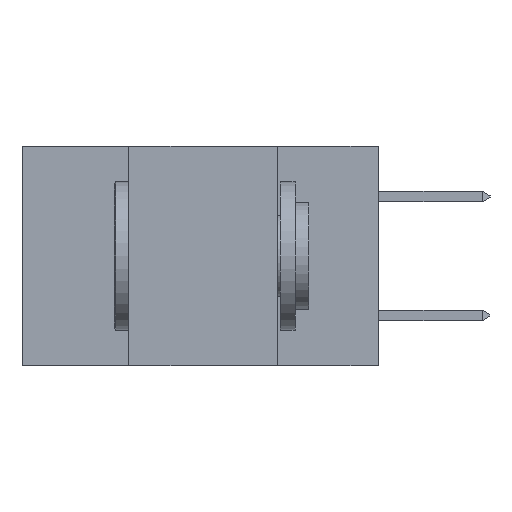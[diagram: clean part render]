
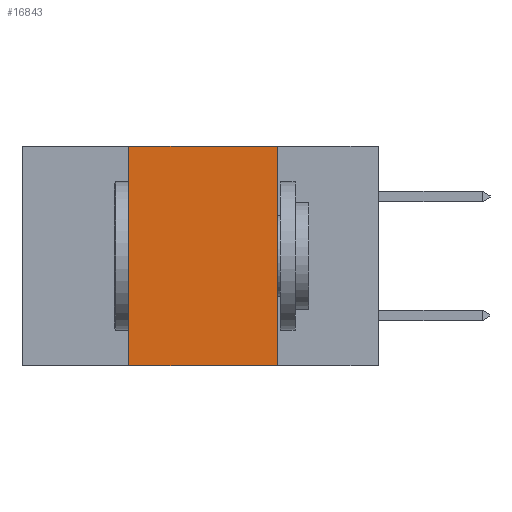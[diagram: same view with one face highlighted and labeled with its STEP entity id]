
A CAD part, left-side view. The second image highlights one B-rep face of the part: STEP entity #16843.
In plain terms, the highlighted planar face has unit normal (-1, 0, 0).
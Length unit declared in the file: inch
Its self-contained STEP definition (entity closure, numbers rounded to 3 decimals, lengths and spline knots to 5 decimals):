
#1123 = EDGE_LOOP ( 'NONE', ( #15653, #9783, #3151, #23706 ) ) ;
#1463 = CARTESIAN_POINT ( 'NONE',  ( 0., 0.6, -0.37 ) ) ;
#2926 = CARTESIAN_POINT ( 'NONE',  ( 0., 0.6, 0. ) ) ;
#3104 = LINE ( 'NONE', #17949, #4227 ) ;
#3151 = ORIENTED_EDGE ( 'NONE', *, *, #21205, .F. ) ;
#3435 = CARTESIAN_POINT ( 'NONE',  ( 0., 0.17, 0. ) ) ;
#3509 = CARTESIAN_POINT ( 'NONE',  ( 0., 0.42, 0. ) ) ;
#4227 = VECTOR ( 'NONE', #21349, 39.37008 ) ;
#4976 = DIRECTION ( 'NONE',  ( 0., 0., -1. ) ) ;
#5645 = DIRECTION ( 'NONE',  ( 0., 0., -1. ) ) ;
#5675 = FACE_OUTER_BOUND ( 'NONE', #1123, .T. ) ;
#6465 = EDGE_CURVE ( 'NONE', #20735, #12719, #10826, .T. ) ;
#9035 = DIRECTION ( 'NONE',  ( 0., -1., 0. ) ) ;
#9292 = CARTESIAN_POINT ( 'NONE',  ( 0., 0.17, -0.37 ) ) ;
#9783 = ORIENTED_EDGE ( 'NONE', *, *, #6465, .F. ) ;
#10826 = LINE ( 'NONE', #18158, #15082 ) ;
#12301 = VERTEX_POINT ( 'NONE', #9292 ) ;
#12719 = VERTEX_POINT ( 'NONE', #3435 ) ;
#12983 = AXIS2_PLACEMENT_3D ( 'NONE', #2926, #19467, #4976 ) ;
#13229 = CARTESIAN_POINT ( 'NONE',  ( 0., 0.42, -0.37 ) ) ;
#13576 = CARTESIAN_POINT ( 'NONE',  ( 0., 0.17, -0.37 ) ) ;
#14263 = VERTEX_POINT ( 'NONE', #13229 ) ;
#14284 = PLANE ( 'NONE',  #12983 ) ;
#14397 = DIRECTION ( 'NONE',  ( 0., -1., 0. ) ) ;
#14887 = LINE ( 'NONE', #1463, #23365 ) ;
#14985 = EDGE_CURVE ( 'NONE', #14263, #12301, #14887, .T. ) ;
#15082 = VECTOR ( 'NONE', #9035, 39.37008 ) ;
#15653 = ORIENTED_EDGE ( 'NONE', *, *, #21235, .F. ) ;
#16843 = ADVANCED_FACE ( 'NONE', ( #5675 ), #14284, .F. ) ;
#17949 = CARTESIAN_POINT ( 'NONE',  ( 0., 0.42, -0.37 ) ) ;
#18158 = CARTESIAN_POINT ( 'NONE',  ( 0., 0.6, 0. ) ) ;
#19467 = DIRECTION ( 'NONE',  ( 1., 0., 0. ) ) ;
#20735 = VERTEX_POINT ( 'NONE', #3509 ) ;
#20938 = LINE ( 'NONE', #13576, #21966 ) ;
#21205 = EDGE_CURVE ( 'NONE', #14263, #20735, #3104, .T. ) ;
#21235 = EDGE_CURVE ( 'NONE', #12719, #12301, #20938, .T. ) ;
#21349 = DIRECTION ( 'NONE',  ( 0., 0., 1. ) ) ;
#21966 = VECTOR ( 'NONE', #5645, 39.37008 ) ;
#23365 = VECTOR ( 'NONE', #14397, 39.37008 ) ;
#23706 = ORIENTED_EDGE ( 'NONE', *, *, #14985, .T. ) ;
